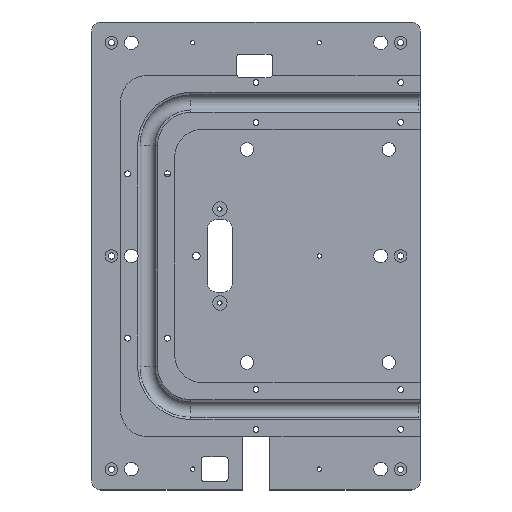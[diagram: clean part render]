
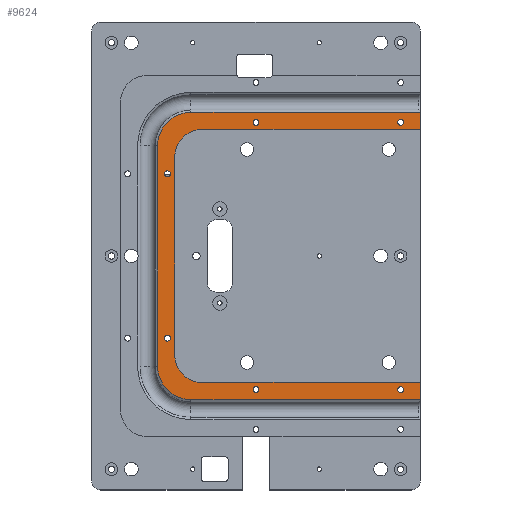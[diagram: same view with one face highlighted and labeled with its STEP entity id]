
A CAD part, top view. The second image highlights one B-rep face of the part: STEP entity #9624.
In plain terms, the highlighted planar face has unit normal (0, 0, 1).
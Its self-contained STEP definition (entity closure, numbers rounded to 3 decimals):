
#2866=CARTESIAN_POINT('Vertex',(91.,-70.,14.5)) ;
#2880=CARTESIAN_POINT('Vertex',(-30.,-70.,14.5)) ;
#2883=CARTESIAN_POINT('Line Origine',(30.5,-70.,14.5)) ;
#3471=CARTESIAN_POINT('Vertex',(-45.,-55.,14.5)) ;
#3474=CARTESIAN_POINT('Axis2P3D Location',(-30.,-55.,14.5)) ;
#3502=CARTESIAN_POINT('Vertex',(-45.,55.,14.5)) ;
#3505=CARTESIAN_POINT('Line Origine',(-45.,0.,14.5)) ;
#3533=CARTESIAN_POINT('Vertex',(-30.,70.,14.5)) ;
#3536=CARTESIAN_POINT('Axis2P3D Location',(-30.,55.,14.5)) ;
#5278=CARTESIAN_POINT('Vertex',(91.,70.,14.5)) ;
#5281=CARTESIAN_POINT('Line Origine',(30.5,70.,14.5)) ;
#5737=CARTESIAN_POINT('Vertex',(81.621,74.,14.5)) ;
#5751=CARTESIAN_POINT('Vertex',(78.379,74.,14.5)) ;
#5754=CARTESIAN_POINT('Axis2P3D Location',(80.,74.,14.5)) ;
#5771=CARTESIAN_POINT('Axis2P3D Location',(80.,74.,14.5)) ;
#7547=CARTESIAN_POINT('Vertex',(78.379,-74.,14.5)) ;
#7561=CARTESIAN_POINT('Vertex',(81.621,-74.,14.5)) ;
#7564=CARTESIAN_POINT('Axis2P3D Location',(80.,-74.,14.5)) ;
#7581=CARTESIAN_POINT('Axis2P3D Location',(80.,-74.,14.5)) ;
#7718=CARTESIAN_POINT('Vertex',(-50.621,45.5,14.5)) ;
#7732=CARTESIAN_POINT('Vertex',(-47.379,45.5,14.5)) ;
#7735=CARTESIAN_POINT('Axis2P3D Location',(-49.,45.5,14.5)) ;
#7767=CARTESIAN_POINT('Axis2P3D Location',(-49.,45.5,14.5)) ;
#7792=CARTESIAN_POINT('Vertex',(-50.621,-45.5,14.5)) ;
#7816=CARTESIAN_POINT('Vertex',(-47.379,-45.5,14.5)) ;
#7819=CARTESIAN_POINT('Axis2P3D Location',(-49.,-45.5,14.5)) ;
#7843=CARTESIAN_POINT('Axis2P3D Location',(-49.,-45.5,14.5)) ;
#8693=CARTESIAN_POINT('Vertex',(1.621,74.,14.5)) ;
#8696=CARTESIAN_POINT('Axis2P3D Location',(0.,74.,14.5)) ;
#8700=CARTESIAN_POINT('Vertex',(-1.621,74.,14.5)) ;
#8715=CARTESIAN_POINT('Axis2P3D Location',(0.,74.,14.5)) ;
#8736=CARTESIAN_POINT('Vertex',(1.621,-74.,14.5)) ;
#8739=CARTESIAN_POINT('Axis2P3D Location',(0.,-74.,14.5)) ;
#8743=CARTESIAN_POINT('Vertex',(-1.621,-74.,14.5)) ;
#8758=CARTESIAN_POINT('Axis2P3D Location',(0.,-74.,14.5)) ;
#9411=CARTESIAN_POINT('Vertex',(91.,79.472,14.5)) ;
#9414=CARTESIAN_POINT('Line Origine',(91.,74.736,14.5)) ;
#9419=CARTESIAN_POINT('Line Origine',(91.,-74.736,14.5)) ;
#9423=CARTESIAN_POINT('Vertex',(91.,-79.472,14.5)) ;
#9548=CARTESIAN_POINT('Axis2P3D Location',(0.,0.,14.5)) ;
#9553=CARTESIAN_POINT('Line Origine',(27.5,79.472,14.5)) ;
#9557=CARTESIAN_POINT('Vertex',(-36.,79.472,14.5)) ;
#9560=CARTESIAN_POINT('Axis2P3D Location',(-36.,61.,14.5)) ;
#9564=CARTESIAN_POINT('Vertex',(-54.472,61.,14.5)) ;
#9567=CARTESIAN_POINT('Line Origine',(-54.472,0.,14.5)) ;
#9571=CARTESIAN_POINT('Vertex',(-54.472,-61.,14.5)) ;
#9574=CARTESIAN_POINT('Axis2P3D Location',(-36.,-61.,14.5)) ;
#9578=CARTESIAN_POINT('Vertex',(-36.,-79.472,14.5)) ;
#9581=CARTESIAN_POINT('Line Origine',(27.5,-79.472,14.5)) ;
#2884=DIRECTION('Vector Direction',(-1.,0.,0.)) ;
#3475=DIRECTION('Axis2P3D Direction',(0.,0.,1.)) ;
#3506=DIRECTION('Vector Direction',(0.,1.,0.)) ;
#3537=DIRECTION('Axis2P3D Direction',(0.,0.,1.)) ;
#5282=DIRECTION('Vector Direction',(-1.,0.,0.)) ;
#5755=DIRECTION('Axis2P3D Direction',(0.,-0.,-1.)) ;
#5772=DIRECTION('Axis2P3D Direction',(0.,-0.,-1.)) ;
#7565=DIRECTION('Axis2P3D Direction',(0.,-0.,-1.)) ;
#7582=DIRECTION('Axis2P3D Direction',(0.,-0.,-1.)) ;
#7736=DIRECTION('Axis2P3D Direction',(0.,-0.,-1.)) ;
#7768=DIRECTION('Axis2P3D Direction',(0.,-0.,-1.)) ;
#7820=DIRECTION('Axis2P3D Direction',(0.,-0.,-1.)) ;
#7844=DIRECTION('Axis2P3D Direction',(0.,-0.,-1.)) ;
#8697=DIRECTION('Axis2P3D Direction',(0.,-0.,-1.)) ;
#8716=DIRECTION('Axis2P3D Direction',(0.,-0.,-1.)) ;
#8740=DIRECTION('Axis2P3D Direction',(0.,-0.,-1.)) ;
#8759=DIRECTION('Axis2P3D Direction',(0.,-0.,-1.)) ;
#9415=DIRECTION('Vector Direction',(0.,1.,0.)) ;
#9420=DIRECTION('Vector Direction',(0.,1.,0.)) ;
#9549=DIRECTION('Axis2P3D Direction',(0.,0.,1.)) ;
#9550=DIRECTION('Axis2P3D XDirection',(1.,0.,0.)) ;
#9554=DIRECTION('Vector Direction',(1.,0.,0.)) ;
#9561=DIRECTION('Axis2P3D Direction',(0.,0.,1.)) ;
#9568=DIRECTION('Vector Direction',(0.,1.,0.)) ;
#9575=DIRECTION('Axis2P3D Direction',(0.,0.,1.)) ;
#9582=DIRECTION('Vector Direction',(-1.,0.,0.)) ;
#3476=AXIS2_PLACEMENT_3D('Circle Axis2P3D',#3474,#3475,$) ;
#3538=AXIS2_PLACEMENT_3D('Circle Axis2P3D',#3536,#3537,$) ;
#5756=AXIS2_PLACEMENT_3D('Circle Axis2P3D',#5754,#5755,$) ;
#5773=AXIS2_PLACEMENT_3D('Circle Axis2P3D',#5771,#5772,$) ;
#7566=AXIS2_PLACEMENT_3D('Circle Axis2P3D',#7564,#7565,$) ;
#7583=AXIS2_PLACEMENT_3D('Circle Axis2P3D',#7581,#7582,$) ;
#7737=AXIS2_PLACEMENT_3D('Circle Axis2P3D',#7735,#7736,$) ;
#7769=AXIS2_PLACEMENT_3D('Circle Axis2P3D',#7767,#7768,$) ;
#7821=AXIS2_PLACEMENT_3D('Circle Axis2P3D',#7819,#7820,$) ;
#7845=AXIS2_PLACEMENT_3D('Circle Axis2P3D',#7843,#7844,$) ;
#8698=AXIS2_PLACEMENT_3D('Circle Axis2P3D',#8696,#8697,$) ;
#8717=AXIS2_PLACEMENT_3D('Circle Axis2P3D',#8715,#8716,$) ;
#8741=AXIS2_PLACEMENT_3D('Circle Axis2P3D',#8739,#8740,$) ;
#8760=AXIS2_PLACEMENT_3D('Circle Axis2P3D',#8758,#8759,$) ;
#9551=AXIS2_PLACEMENT_3D('Plane Axis2P3D',#9548,#9549,#9550) ;
#9562=AXIS2_PLACEMENT_3D('Circle Axis2P3D',#9560,#9561,$) ;
#9576=AXIS2_PLACEMENT_3D('Circle Axis2P3D',#9574,#9575,$) ;
#9587=ORIENTED_EDGE('',*,*,#9425,.T.) ;
#9588=ORIENTED_EDGE('',*,*,#2887,.T.) ;
#9589=ORIENTED_EDGE('',*,*,#3478,.T.) ;
#9590=ORIENTED_EDGE('',*,*,#3509,.T.) ;
#9591=ORIENTED_EDGE('',*,*,#3540,.T.) ;
#9592=ORIENTED_EDGE('',*,*,#5285,.T.) ;
#9593=ORIENTED_EDGE('',*,*,#9418,.T.) ;
#9594=ORIENTED_EDGE('',*,*,#9559,.F.) ;
#9595=ORIENTED_EDGE('',*,*,#9566,.F.) ;
#9596=ORIENTED_EDGE('',*,*,#9573,.F.) ;
#9597=ORIENTED_EDGE('',*,*,#9580,.F.) ;
#9598=ORIENTED_EDGE('',*,*,#9585,.F.) ;
#9601=ORIENTED_EDGE('',*,*,#8745,.F.) ;
#9602=ORIENTED_EDGE('',*,*,#8762,.F.) ;
#9605=ORIENTED_EDGE('',*,*,#7585,.F.) ;
#9606=ORIENTED_EDGE('',*,*,#7568,.F.) ;
#9609=ORIENTED_EDGE('',*,*,#8702,.F.) ;
#9610=ORIENTED_EDGE('',*,*,#8719,.F.) ;
#9613=ORIENTED_EDGE('',*,*,#5775,.F.) ;
#9614=ORIENTED_EDGE('',*,*,#5758,.F.) ;
#9617=ORIENTED_EDGE('',*,*,#7739,.F.) ;
#9618=ORIENTED_EDGE('',*,*,#7771,.F.) ;
#9621=ORIENTED_EDGE('',*,*,#7823,.F.) ;
#9622=ORIENTED_EDGE('',*,*,#7847,.F.) ;
#9603=FACE_BOUND('',#9600,.T.) ;
#9607=FACE_BOUND('',#9604,.T.) ;
#9611=FACE_BOUND('',#9608,.T.) ;
#9615=FACE_BOUND('',#9612,.T.) ;
#9619=FACE_BOUND('',#9616,.T.) ;
#9623=FACE_BOUND('',#9620,.T.) ;
#2885=VECTOR('Line Direction',#2884,1.) ;
#3507=VECTOR('Line Direction',#3506,1.) ;
#5283=VECTOR('Line Direction',#5282,1.) ;
#9416=VECTOR('Line Direction',#9415,1.) ;
#9421=VECTOR('Line Direction',#9420,1.) ;
#9555=VECTOR('Line Direction',#9554,1.) ;
#9569=VECTOR('Line Direction',#9568,1.) ;
#9583=VECTOR('Line Direction',#9582,1.) ;
#9624=ADVANCED_FACE('Corps principal',(#9599,#9603,#9607,#9611,#9615,#9619,#9623),#9552,.T.) ;
#3477=CIRCLE('generated circle',#3476,15.) ;
#3539=CIRCLE('generated circle',#3538,15.) ;
#5757=CIRCLE('generated circle',#5756,1.621) ;
#5774=CIRCLE('generated circle',#5773,1.621) ;
#7567=CIRCLE('generated circle',#7566,1.621) ;
#7584=CIRCLE('generated circle',#7583,1.621) ;
#7738=CIRCLE('generated circle',#7737,1.621) ;
#7770=CIRCLE('generated circle',#7769,1.621) ;
#7822=CIRCLE('generated circle',#7821,1.621) ;
#7846=CIRCLE('generated circle',#7845,1.621) ;
#8699=CIRCLE('generated circle',#8698,1.621) ;
#8718=CIRCLE('generated circle',#8717,1.621) ;
#8742=CIRCLE('generated circle',#8741,1.621) ;
#8761=CIRCLE('generated circle',#8760,1.621) ;
#9563=CIRCLE('generated circle',#9562,18.472) ;
#9577=CIRCLE('generated circle',#9576,18.472) ;
#2887=EDGE_CURVE('',#2867,#2881,#2886,.T.) ;
#3478=EDGE_CURVE('',#2881,#3472,#3477,.F.) ;
#3509=EDGE_CURVE('',#3472,#3503,#3508,.T.) ;
#3540=EDGE_CURVE('',#3503,#3534,#3539,.F.) ;
#5285=EDGE_CURVE('',#3534,#5279,#5284,.F.) ;
#5758=EDGE_CURVE('',#5752,#5738,#5757,.F.) ;
#5775=EDGE_CURVE('',#5738,#5752,#5774,.F.) ;
#7568=EDGE_CURVE('',#7562,#7548,#7567,.F.) ;
#7585=EDGE_CURVE('',#7548,#7562,#7584,.F.) ;
#7739=EDGE_CURVE('',#7733,#7719,#7738,.F.) ;
#7771=EDGE_CURVE('',#7719,#7733,#7770,.F.) ;
#7823=EDGE_CURVE('',#7817,#7793,#7822,.F.) ;
#7847=EDGE_CURVE('',#7793,#7817,#7846,.F.) ;
#8702=EDGE_CURVE('',#8694,#8701,#8699,.F.) ;
#8719=EDGE_CURVE('',#8701,#8694,#8718,.F.) ;
#8745=EDGE_CURVE('',#8737,#8744,#8742,.F.) ;
#8762=EDGE_CURVE('',#8744,#8737,#8761,.F.) ;
#9418=EDGE_CURVE('',#5279,#9412,#9417,.T.) ;
#9425=EDGE_CURVE('',#9424,#2867,#9422,.T.) ;
#9559=EDGE_CURVE('',#9558,#9412,#9556,.T.) ;
#9566=EDGE_CURVE('',#9565,#9558,#9563,.F.) ;
#9573=EDGE_CURVE('',#9572,#9565,#9570,.T.) ;
#9580=EDGE_CURVE('',#9579,#9572,#9577,.F.) ;
#9585=EDGE_CURVE('',#9424,#9579,#9584,.T.) ;
#9586=EDGE_LOOP('',(#9587,#9588,#9589,#9590,#9591,#9592,#9593,#9594,#9595,#9596,#9597,#9598)) ;
#9600=EDGE_LOOP('',(#9601,#9602)) ;
#9604=EDGE_LOOP('',(#9605,#9606)) ;
#9608=EDGE_LOOP('',(#9609,#9610)) ;
#9612=EDGE_LOOP('',(#9613,#9614)) ;
#9616=EDGE_LOOP('',(#9617,#9618)) ;
#9620=EDGE_LOOP('',(#9621,#9622)) ;
#9599=FACE_OUTER_BOUND('',#9586,.T.) ;
#2886=LINE('Line',#2883,#2885) ;
#3508=LINE('Line',#3505,#3507) ;
#5284=LINE('Line',#5281,#5283) ;
#9417=LINE('Line',#9414,#9416) ;
#9422=LINE('Line',#9419,#9421) ;
#9556=LINE('Line',#9553,#9555) ;
#9570=LINE('Line',#9567,#9569) ;
#9584=LINE('Line',#9581,#9583) ;
#9552=PLANE('',#9551) ;
#2867=VERTEX_POINT('',#2866) ;
#2881=VERTEX_POINT('',#2880) ;
#3472=VERTEX_POINT('',#3471) ;
#3503=VERTEX_POINT('',#3502) ;
#3534=VERTEX_POINT('',#3533) ;
#5279=VERTEX_POINT('',#5278) ;
#5738=VERTEX_POINT('',#5737) ;
#5752=VERTEX_POINT('',#5751) ;
#7548=VERTEX_POINT('',#7547) ;
#7562=VERTEX_POINT('',#7561) ;
#7719=VERTEX_POINT('',#7718) ;
#7733=VERTEX_POINT('',#7732) ;
#7793=VERTEX_POINT('',#7792) ;
#7817=VERTEX_POINT('',#7816) ;
#8694=VERTEX_POINT('',#8693) ;
#8701=VERTEX_POINT('',#8700) ;
#8737=VERTEX_POINT('',#8736) ;
#8744=VERTEX_POINT('',#8743) ;
#9412=VERTEX_POINT('',#9411) ;
#9424=VERTEX_POINT('',#9423) ;
#9558=VERTEX_POINT('',#9557) ;
#9565=VERTEX_POINT('',#9564) ;
#9572=VERTEX_POINT('',#9571) ;
#9579=VERTEX_POINT('',#9578) ;
